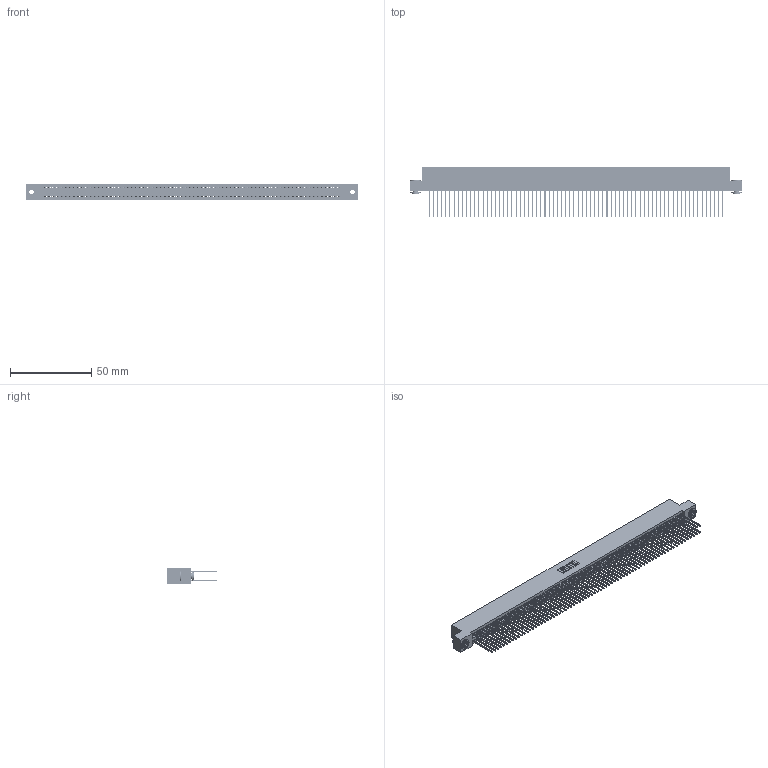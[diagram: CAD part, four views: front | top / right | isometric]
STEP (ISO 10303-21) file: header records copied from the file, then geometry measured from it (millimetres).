
FILE_DESCRIPTION (( 'STEP AP203' ), '1' );
FILE_NAME ('345-144-542-203.STEP', '2018-10-22T17:38:10', ( '' ), ( '' ), 'SwSTEP 2.0', 'SolidWorks 2016', '' );
FILE_SCHEMA (( 'CONFIG_CONTROL_DESIGN' ));
Length unit declared in the file: inch
Products named in the file (4): 345-292-001_345-293-142; 345-144-542-203; 345 Part_Flush Mounting Lugs - 0.156 Dia-TH; 345-250-002_345-250-002-102
Assembly tree (147 placements, depth 2):
  345-144-542-203
    345 Part_Flush Mounting Lugs - 0.156 Dia-TH
    345-292-001_345-293-142  x144
    345-250-002_345-250-002-102  x2
Bounding box: 204.09 x 31.29 x 9.4 mm (x, y, z)
Volume: 20794.6 mm3; surface area: 34660.8 mm2
Topology: 147 solids, 147 shells, 7364 faces, 21873 edges, 14386 vertices
Faces by surface type: plane 4842, cylinder 2514, cone 8
Entity records: 53122 total; most frequent: CARTESIAN_POINT 8851, ORIENTED_EDGE 8778, DIRECTION 7799, EDGE_CURVE 4389, LINE 3945, VECTOR 3945, VERTEX_POINT 2922, AXIS2_PLACEMENT_3D 1927
